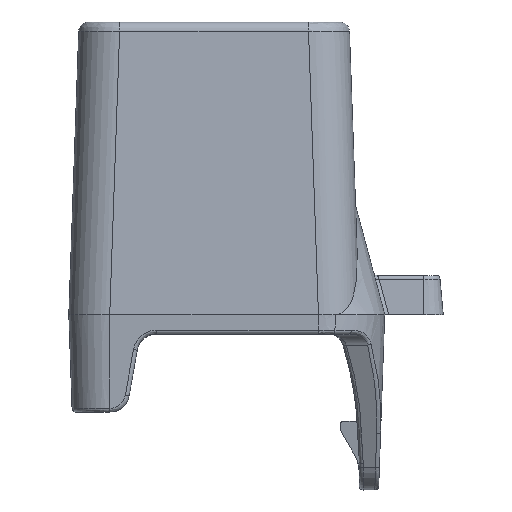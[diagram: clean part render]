
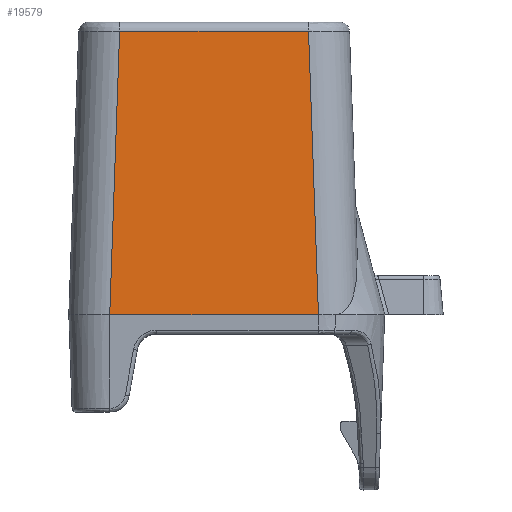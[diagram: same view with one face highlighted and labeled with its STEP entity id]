
A CAD part, left-side view. The second image highlights one B-rep face of the part: STEP entity #19579.
In plain terms, the highlighted planar face has unit normal (-0.999, 0, 0.035).
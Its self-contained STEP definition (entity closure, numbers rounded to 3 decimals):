
#857=CARTESIAN_POINT('',(-7.793,4.844,14.517));
#869=CARTESIAN_POINT('',(-8.3,5.351,0.));
#6709=DIRECTION('',(0.,-1.,0.));
#6710=VECTOR('',#6709,9.689);
#6711=CARTESIAN_POINT('',(-7.793,4.844,14.517));
#6712=LINE('',#6711,#6710);
#6713=DIRECTION('',(-0.035,-0.035,-0.999));
#6714=VECTOR('',#6713,14.535);
#6715=CARTESIAN_POINT('',(-7.793,-4.844,
14.517));
#6716=LINE('',#6715,#6714);
#6717=DIRECTION('',(0.,1.,0.));
#6718=VECTOR('',#6717,10.703);
#6719=CARTESIAN_POINT('',(-8.3,-5.351,0.));
#6720=LINE('',#6719,#6718);
#6721=DIRECTION('',(-0.035,0.035,-0.999));
#6722=VECTOR('',#6721,14.535);
#6723=CARTESIAN_POINT('',(-7.793,4.844,14.517));
#6724=LINE('',#6723,#6722);
#8371=VERTEX_POINT('',#857);
#8374=CARTESIAN_POINT('',(-7.793,-4.844,
14.517));
#8375=VERTEX_POINT('',#8374);
#8382=VERTEX_POINT('',#869);
#8387=CARTESIAN_POINT('',(-8.3,-5.351,0.));
#8388=VERTEX_POINT('',#8387);
#19567=CARTESIAN_POINT('',(-8.3,8.773,0.));
#19568=DIRECTION('',(-0.999,0.,0.035));
#19569=DIRECTION('',(0.,1.,0.));
#19570=AXIS2_PLACEMENT_3D('',#19567,#19568,#19569);
#19571=PLANE('',#19570);
#19572=ORIENTED_EDGE('',*,*,#19561,.T.);
#19573=ORIENTED_EDGE('',*,*,#19426,.T.);
#19575=ORIENTED_EDGE('',*,*,#19574,.T.);
#19576=ORIENTED_EDGE('',*,*,#10805,.F.);
#19577=EDGE_LOOP('',(#19572,#19573,#19575,#19576));
#19578=FACE_OUTER_BOUND('',#19577,.F.);
#19579=ADVANCED_FACE('',(#19578),#19571,.T.);
#10805=EDGE_CURVE('',#8371,#8382,#6724,.T.);
#19426=EDGE_CURVE('',#8375,#8388,#6716,.T.);
#19561=EDGE_CURVE('',#8371,#8375,#6712,.T.);
#19574=EDGE_CURVE('',#8388,#8382,#6720,.T.);
